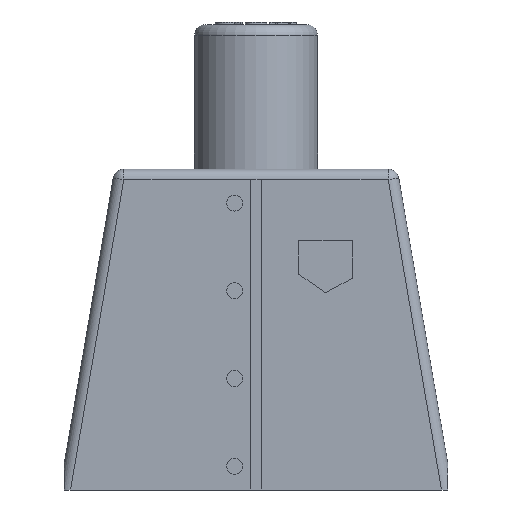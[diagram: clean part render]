
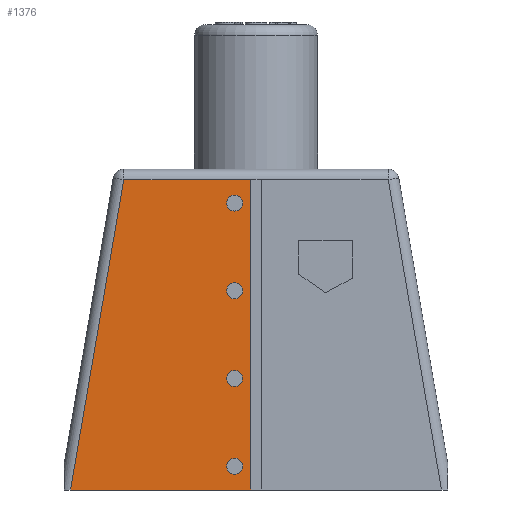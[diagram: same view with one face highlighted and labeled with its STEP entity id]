
A CAD part, front view. The second image highlights one B-rep face of the part: STEP entity #1376.
In plain terms, the highlighted planar face has unit normal (0, -1, 0).
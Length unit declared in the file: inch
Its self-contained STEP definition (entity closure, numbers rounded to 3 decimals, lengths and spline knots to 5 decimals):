
#46=FACE_BOUND('',#237,.T.);
#47=FACE_BOUND('',#238,.T.);
#48=FACE_BOUND('',#239,.T.);
#49=FACE_BOUND('',#240,.T.);
#88=PLANE('',#1490);
#146=FACE_OUTER_BOUND('',#236,.T.);
#236=EDGE_LOOP('',(#1023,#1024,#1025,#1026));
#237=EDGE_LOOP('',(#1027));
#238=EDGE_LOOP('',(#1028));
#239=EDGE_LOOP('',(#1029));
#240=EDGE_LOOP('',(#1030));
#342=LINE('',#2041,#482);
#346=LINE('',#2049,#486);
#359=LINE('',#2083,#499);
#360=LINE('',#2084,#500);
#482=VECTOR('',#1658,0.3937);
#486=VECTOR('',#1666,0.3937);
#499=VECTOR('',#1689,0.3937);
#500=VECTOR('',#1690,0.3937);
#596=CIRCLE('',#1460,0.075);
#598=CIRCLE('',#1464,0.075);
#600=CIRCLE('',#1474,0.075);
#602=CIRCLE('',#1478,0.075);
#621=VERTEX_POINT('',#1966);
#623=VERTEX_POINT('',#1973);
#635=VERTEX_POINT('',#2011);
#637=VERTEX_POINT('',#2018);
#643=VERTEX_POINT('',#2034);
#645=VERTEX_POINT('',#2040);
#647=VERTEX_POINT('',#2048);
#663=VERTEX_POINT('',#2082);
#745=EDGE_CURVE('',#621,#621,#596,.T.);
#748=EDGE_CURVE('',#623,#623,#598,.T.);
#766=EDGE_CURVE('',#635,#635,#600,.T.);
#769=EDGE_CURVE('',#637,#637,#602,.T.);
#779=EDGE_CURVE('',#645,#643,#342,.T.);
#783=EDGE_CURVE('',#645,#647,#346,.T.);
#800=EDGE_CURVE('',#663,#643,#359,.T.);
#801=EDGE_CURVE('',#647,#663,#360,.T.);
#1023=ORIENTED_EDGE('',*,*,#779,.T.);
#1024=ORIENTED_EDGE('',*,*,#800,.F.);
#1025=ORIENTED_EDGE('',*,*,#801,.F.);
#1026=ORIENTED_EDGE('',*,*,#783,.F.);
#1027=ORIENTED_EDGE('',*,*,#745,.T.);
#1028=ORIENTED_EDGE('',*,*,#748,.T.);
#1029=ORIENTED_EDGE('',*,*,#766,.T.);
#1030=ORIENTED_EDGE('',*,*,#769,.T.);
#1376=ADVANCED_FACE('',(#146,#46,#47,#48,#49),#88,.T.);
#1460=AXIS2_PLACEMENT_3D('',#1967,#1584,#1585);
#1464=AXIS2_PLACEMENT_3D('',#1974,#1593,#1594);
#1474=AXIS2_PLACEMENT_3D('',#2012,#1629,#1630);
#1478=AXIS2_PLACEMENT_3D('',#2019,#1638,#1639);
#1490=AXIS2_PLACEMENT_3D('',#2081,#1687,#1688);
#1584=DIRECTION('center_axis',(0.,1.,0.));
#1585=DIRECTION('ref_axis',(1.,0.,0.));
#1593=DIRECTION('center_axis',(0.,1.,0.));
#1594=DIRECTION('ref_axis',(1.,0.,0.));
#1629=DIRECTION('center_axis',(0.,1.,0.));
#1630=DIRECTION('ref_axis',(1.,0.,0.));
#1638=DIRECTION('center_axis',(0.,1.,0.));
#1639=DIRECTION('ref_axis',(1.,0.,0.));
#1658=DIRECTION('',(0.,0.,1.));
#1666=DIRECTION('',(-1.,0.,0.));
#1687=DIRECTION('center_axis',(0.,-1.,0.));
#1688=DIRECTION('ref_axis',(1.,0.,0.));
#1689=DIRECTION('',(1.,0.,0.));
#1690=DIRECTION('',(0.169,0.,0.986));
#1966=CARTESIAN_POINT('',(-0.275,-0.825,0.22222));
#1967=CARTESIAN_POINT('Origin',(-0.2,-0.825,0.22222));
#1973=CARTESIAN_POINT('',(-0.275,-0.825,2.68222));
#1974=CARTESIAN_POINT('Origin',(-0.2,-0.825,2.68222));
#2011=CARTESIAN_POINT('',(-0.275,-0.825,1.04222));
#2012=CARTESIAN_POINT('Origin',(-0.2,-0.825,1.04222));
#2018=CARTESIAN_POINT('',(-0.275,-0.825,1.86222));
#2019=CARTESIAN_POINT('Origin',(-0.2,-0.825,1.86222));
#2034=CARTESIAN_POINT('',(-0.05,-0.825,2.9));
#2040=CARTESIAN_POINT('',(-0.05,-0.825,0.));
#2041=CARTESIAN_POINT('',(-0.05,-0.825,0.));
#2048=CARTESIAN_POINT('',(-1.73375,-0.825,0.));
#2049=CARTESIAN_POINT('',(1.794,-0.825,0.));
#2081=CARTESIAN_POINT('Origin',(-1.794,-0.825,0.));
#2082=CARTESIAN_POINT('',(-1.23571,-0.825,2.9));
#2083=CARTESIAN_POINT('',(-1.557,-0.825,2.9));
#2084=CARTESIAN_POINT('',(-1.71546,-0.825,0.10651));
